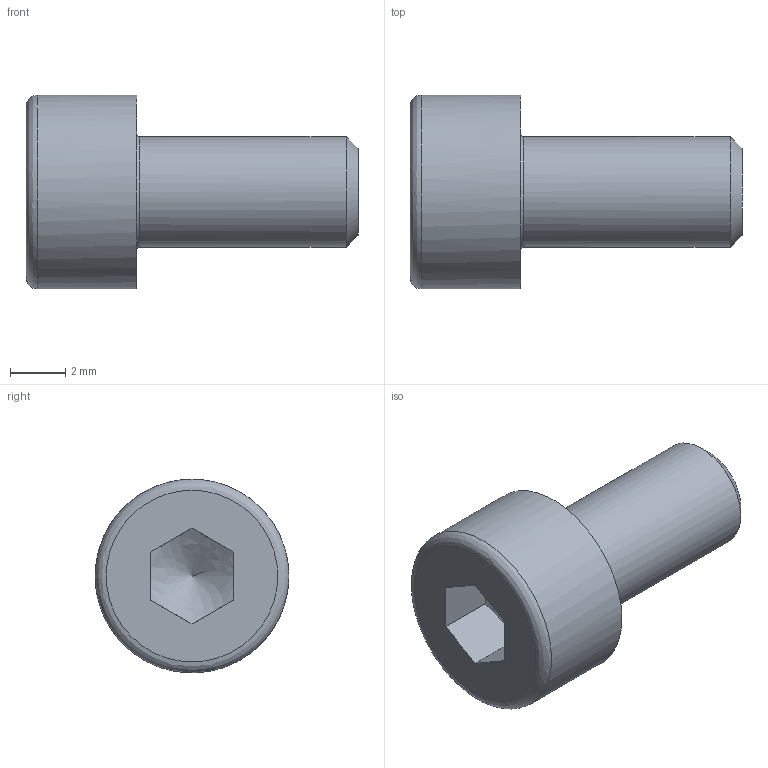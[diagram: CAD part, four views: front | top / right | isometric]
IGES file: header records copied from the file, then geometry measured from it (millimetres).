
Global section: file name: 200408.1; native system: Autodesk Inventor 2016; preprocessor: unknown; author: Špaček,,; organization: 11; date: 20170629.170551; units: millimetre
Bounding box: 12 x 7 x 7 mm (x, y, z)
Volume: 234.1 mm3; surface area: 280.6 mm2
Topology: 1 solids, 1 shells, 15 faces, 41 edges, 29 vertices
Faces by surface type: bspline 15
